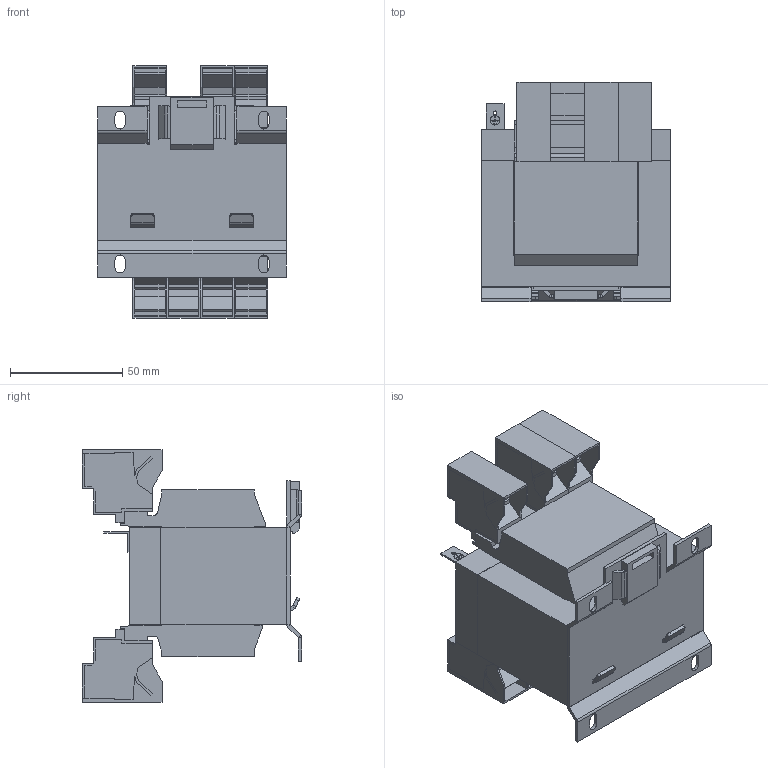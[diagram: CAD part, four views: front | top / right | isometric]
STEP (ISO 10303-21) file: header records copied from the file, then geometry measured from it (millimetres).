
FILE_DESCRIPTION (( 'STEP AP214' ), '1' );
FILE_NAME ('185488.STEP', '2023-05-08T07:38:42', ( '' ), ( '' ), 'SwSTEP 2.0', 'SolidWorks 2018', '' );
FILE_SCHEMA (( 'AUTOMOTIVE_DESIGN' ));
Length unit declared in the file: millimetre
Products named in the file (1): 185488
Bounding box: 84 x 97.47 x 112.3 mm (x, y, z)
Volume: 426408.3 mm3; surface area: 86470.9 mm2
Topology: 1 solids, 1 shells, 653 faces, 1870 edges, 1232 vertices
Faces by surface type: plane 535, cylinder 106, bspline 12
Entity records: 21386 total; most frequent: CARTESIAN_POINT 4176, ORIENTED_EDGE 3740, DIRECTION 3318, EDGE_CURVE 1870, VECTOR 1650, LINE 1650, VERTEX_POINT 1232, AXIS2_PLACEMENT_3D 834
